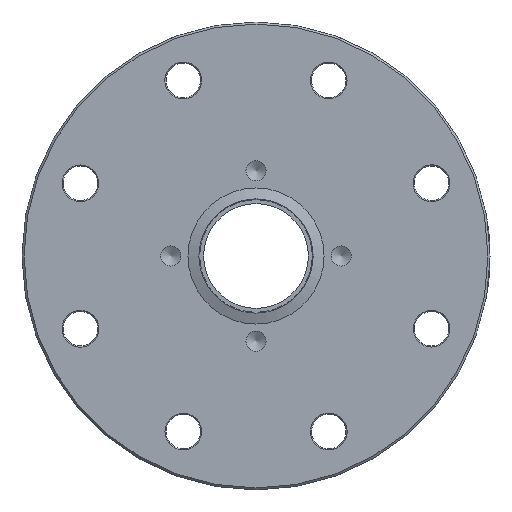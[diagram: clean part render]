
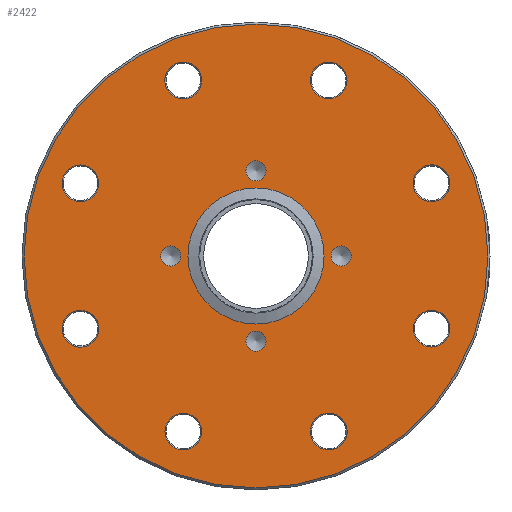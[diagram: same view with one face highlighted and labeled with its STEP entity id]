
A CAD part, front view. The second image highlights one B-rep face of the part: STEP entity #2422.
In plain terms, the highlighted planar face has unit normal (0, -1, 0).
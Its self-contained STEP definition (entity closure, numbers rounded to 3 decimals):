
#214=FACE_BOUND('',#459,.T.);
#215=FACE_BOUND('',#460,.T.);
#216=FACE_BOUND('',#461,.T.);
#217=FACE_BOUND('',#462,.T.);
#218=FACE_BOUND('',#463,.T.);
#219=FACE_BOUND('',#464,.T.);
#220=FACE_BOUND('',#465,.T.);
#221=FACE_BOUND('',#466,.T.);
#222=FACE_BOUND('',#467,.T.);
#223=FACE_BOUND('',#468,.T.);
#224=FACE_BOUND('',#469,.T.);
#225=FACE_BOUND('',#470,.T.);
#226=FACE_BOUND('',#471,.T.);
#244=PLANE('',#2599);
#315=FACE_OUTER_BOUND('',#458,.T.);
#458=EDGE_LOOP('',(#1661));
#459=EDGE_LOOP('',(#1662));
#460=EDGE_LOOP('',(#1663));
#461=EDGE_LOOP('',(#1664));
#462=EDGE_LOOP('',(#1665));
#463=EDGE_LOOP('',(#1666));
#464=EDGE_LOOP('',(#1667));
#465=EDGE_LOOP('',(#1668));
#466=EDGE_LOOP('',(#1669));
#467=EDGE_LOOP('',(#1670));
#468=EDGE_LOOP('',(#1671));
#469=EDGE_LOOP('',(#1672));
#470=EDGE_LOOP('',(#1673));
#471=EDGE_LOOP('',(#1674));
#909=CIRCLE('',#2582,2.459);
#911=CIRCLE('',#2586,2.459);
#913=CIRCLE('',#2590,2.459);
#915=CIRCLE('',#2594,2.459);
#918=CIRCLE('',#2598,56.25);
#919=CIRCLE('',#2600,4.45);
#920=CIRCLE('',#2601,4.45);
#921=CIRCLE('',#2602,4.45);
#922=CIRCLE('',#2603,4.45);
#923=CIRCLE('',#2604,16.51);
#924=CIRCLE('',#2605,4.45);
#925=CIRCLE('',#2606,4.45);
#926=CIRCLE('',#2607,4.45);
#927=CIRCLE('',#2608,4.45);
#1001=VERTEX_POINT('',#3274);
#1004=VERTEX_POINT('',#3283);
#1007=VERTEX_POINT('',#3292);
#1010=VERTEX_POINT('',#3301);
#1013=VERTEX_POINT('',#3309);
#1014=VERTEX_POINT('',#3313);
#1015=VERTEX_POINT('',#3315);
#1016=VERTEX_POINT('',#3317);
#1017=VERTEX_POINT('',#3319);
#1018=VERTEX_POINT('',#3321);
#1019=VERTEX_POINT('',#3323);
#1020=VERTEX_POINT('',#3325);
#1021=VERTEX_POINT('',#3327);
#1022=VERTEX_POINT('',#3329);
#1251=EDGE_CURVE('',#1001,#1001,#909,.T.);
#1255=EDGE_CURVE('',#1004,#1004,#911,.T.);
#1259=EDGE_CURVE('',#1007,#1007,#913,.T.);
#1263=EDGE_CURVE('',#1010,#1010,#915,.T.);
#1268=EDGE_CURVE('',#1013,#1013,#918,.T.);
#1269=EDGE_CURVE('',#1014,#1014,#919,.T.);
#1270=EDGE_CURVE('',#1015,#1015,#920,.T.);
#1271=EDGE_CURVE('',#1016,#1016,#921,.T.);
#1272=EDGE_CURVE('',#1017,#1017,#922,.T.);
#1273=EDGE_CURVE('',#1018,#1018,#923,.T.);
#1274=EDGE_CURVE('',#1019,#1019,#924,.T.);
#1275=EDGE_CURVE('',#1020,#1020,#925,.T.);
#1276=EDGE_CURVE('',#1021,#1021,#926,.T.);
#1277=EDGE_CURVE('',#1022,#1022,#927,.T.);
#1661=ORIENTED_EDGE('',*,*,#1268,.F.);
#1662=ORIENTED_EDGE('',*,*,#1251,.T.);
#1663=ORIENTED_EDGE('',*,*,#1255,.T.);
#1664=ORIENTED_EDGE('',*,*,#1259,.T.);
#1665=ORIENTED_EDGE('',*,*,#1263,.T.);
#1666=ORIENTED_EDGE('',*,*,#1269,.F.);
#1667=ORIENTED_EDGE('',*,*,#1270,.F.);
#1668=ORIENTED_EDGE('',*,*,#1271,.F.);
#1669=ORIENTED_EDGE('',*,*,#1272,.F.);
#1670=ORIENTED_EDGE('',*,*,#1273,.T.);
#1671=ORIENTED_EDGE('',*,*,#1274,.F.);
#1672=ORIENTED_EDGE('',*,*,#1275,.F.);
#1673=ORIENTED_EDGE('',*,*,#1276,.F.);
#1674=ORIENTED_EDGE('',*,*,#1277,.F.);
#2422=ADVANCED_FACE('',(#315,#214,#215,#216,#217,#218,#219,#220,#221,#222,
#223,#224,#225,#226),#244,.T.);
#2582=AXIS2_PLACEMENT_3D('',#3275,#2769,#2770);
#2586=AXIS2_PLACEMENT_3D('',#3284,#2779,#2780);
#2590=AXIS2_PLACEMENT_3D('',#3293,#2789,#2790);
#2594=AXIS2_PLACEMENT_3D('',#3302,#2799,#2800);
#2598=AXIS2_PLACEMENT_3D('',#3311,#2809,#2810);
#2599=AXIS2_PLACEMENT_3D('',#3312,#2811,#2812);
#2600=AXIS2_PLACEMENT_3D('',#3314,#2813,#2814);
#2601=AXIS2_PLACEMENT_3D('',#3316,#2815,#2816);
#2602=AXIS2_PLACEMENT_3D('',#3318,#2817,#2818);
#2603=AXIS2_PLACEMENT_3D('',#3320,#2819,#2820);
#2604=AXIS2_PLACEMENT_3D('',#3322,#2821,#2822);
#2605=AXIS2_PLACEMENT_3D('',#3324,#2823,#2824);
#2606=AXIS2_PLACEMENT_3D('',#3326,#2825,#2826);
#2607=AXIS2_PLACEMENT_3D('',#3328,#2827,#2828);
#2608=AXIS2_PLACEMENT_3D('',#3330,#2829,#2830);
#2769=DIRECTION('center_axis',(0.,1.,0.));
#2770=DIRECTION('ref_axis',(0.,0.,1.));
#2779=DIRECTION('center_axis',(0.,1.,0.));
#2780=DIRECTION('ref_axis',(-1.,0.,0.));
#2789=DIRECTION('center_axis',(0.,1.,0.));
#2790=DIRECTION('ref_axis',(0.,0.,-1.));
#2799=DIRECTION('center_axis',(0.,1.,0.));
#2800=DIRECTION('ref_axis',(1.,0.,0.));
#2809=DIRECTION('center_axis',(0.,1.,0.));
#2810=DIRECTION('ref_axis',(1.,0.,0.));
#2811=DIRECTION('center_axis',(0.,-1.,0.));
#2812=DIRECTION('ref_axis',(0.,0.,-1.));
#2813=DIRECTION('center_axis',(0.,-1.,0.));
#2814=DIRECTION('ref_axis',(0.707,0.,0.707));
#2815=DIRECTION('center_axis',(0.,-1.,0.));
#2816=DIRECTION('ref_axis',(-0.707,0.,0.707));
#2817=DIRECTION('center_axis',(0.,-1.,0.));
#2818=DIRECTION('ref_axis',(-0.707,0.,-0.707));
#2819=DIRECTION('center_axis',(0.,-1.,0.));
#2820=DIRECTION('ref_axis',(0.707,0.,-0.707));
#2821=DIRECTION('center_axis',(0.,1.,0.));
#2822=DIRECTION('ref_axis',(1.,0.,0.));
#2823=DIRECTION('center_axis',(0.,-1.,0.));
#2824=DIRECTION('ref_axis',(1.,0.,0.));
#2825=DIRECTION('center_axis',(0.,-1.,0.));
#2826=DIRECTION('ref_axis',(0.,0.,-1.));
#2827=DIRECTION('center_axis',(0.,-1.,0.));
#2828=DIRECTION('ref_axis',(-1.,0.,0.));
#2829=DIRECTION('center_axis',(0.,-1.,0.));
#2830=DIRECTION('ref_axis',(0.,0.,1.));
#3274=CARTESIAN_POINT('',(0.,0.,18.192));
#3275=CARTESIAN_POINT('Origin',(0.,0.,20.65));
#3283=CARTESIAN_POINT('',(-18.192,0.,0.));
#3284=CARTESIAN_POINT('Origin',(-20.65,0.,0.));
#3292=CARTESIAN_POINT('',(0.,0.,-18.192));
#3293=CARTESIAN_POINT('Origin',(0.,0.,-20.65));
#3301=CARTESIAN_POINT('',(18.192,0.,0.));
#3302=CARTESIAN_POINT('Origin',(20.65,0.,0.));
#3309=CARTESIAN_POINT('',(-56.25,0.,0.));
#3311=CARTESIAN_POINT('Origin',(0.,0.,0.));
#3312=CARTESIAN_POINT('Origin',(-56.75,0.,0.));
#3313=CARTESIAN_POINT('',(39.444,0.,14.495));
#3314=CARTESIAN_POINT('Origin',(42.591,0.,17.642));
#3315=CARTESIAN_POINT('',(-14.495,0.,39.444));
#3316=CARTESIAN_POINT('Origin',(-17.642,0.,42.591));
#3317=CARTESIAN_POINT('',(-39.444,0.,-14.495));
#3318=CARTESIAN_POINT('Origin',(-42.591,0.,-17.642));
#3319=CARTESIAN_POINT('',(14.495,0.,-39.444));
#3320=CARTESIAN_POINT('Origin',(17.642,0.,-42.591));
#3321=CARTESIAN_POINT('',(16.51,0.,0.));
#3322=CARTESIAN_POINT('Origin',(0.,0.,0.));
#3323=CARTESIAN_POINT('',(38.141,0.,-17.642));
#3324=CARTESIAN_POINT('Origin',(42.591,0.,-17.642));
#3325=CARTESIAN_POINT('',(-17.642,0.,-38.141));
#3326=CARTESIAN_POINT('Origin',(-17.642,0.,-42.591));
#3327=CARTESIAN_POINT('',(-38.141,0.,17.642));
#3328=CARTESIAN_POINT('Origin',(-42.591,0.,17.642));
#3329=CARTESIAN_POINT('',(17.642,0.,38.141));
#3330=CARTESIAN_POINT('Origin',(17.642,0.,42.591));
